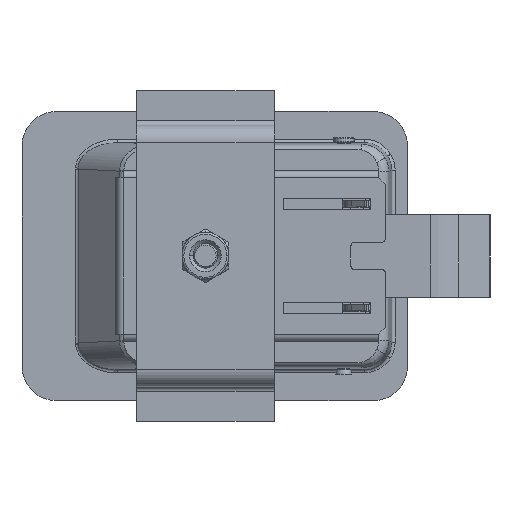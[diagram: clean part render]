
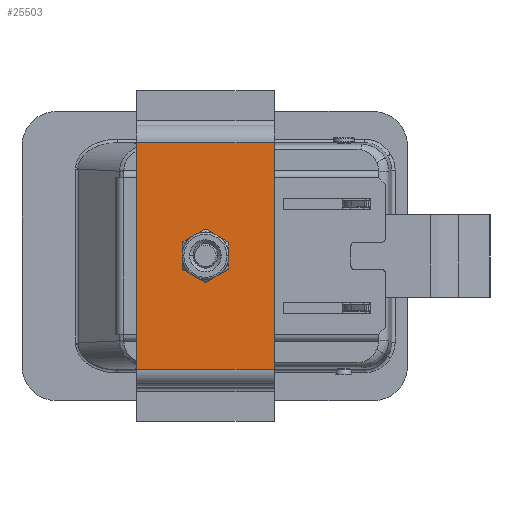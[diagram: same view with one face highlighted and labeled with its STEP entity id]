
A CAD part, top view. The second image highlights one B-rep face of the part: STEP entity #25503.
In plain terms, the highlighted planar face has unit normal (0, 0, 1).
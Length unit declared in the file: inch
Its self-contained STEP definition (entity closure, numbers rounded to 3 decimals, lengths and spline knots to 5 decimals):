
#979 = CARTESIAN_POINT ( 'NONE',  ( -0.44751, -0.64803, 0.80558 ) ) ;
#1322 = CARTESIAN_POINT ( 'NONE',  ( -0.05381, 0., 0.80558 ) ) ;
#1597 = ORIENTED_EDGE ( 'NONE', *, *, #8345, .F. ) ;
#2745 = VECTOR ( 'NONE', #4443, 39.37008 ) ;
#3372 = AXIS2_PLACEMENT_3D ( 'NONE', #7701, #7839, #8249 ) ;
#3926 = FACE_OUTER_BOUND ( 'NONE', #16881, .T. ) ;
#4443 = DIRECTION ( 'NONE',  ( 0., -1., 0. ) ) ;
#5946 = ORIENTED_EDGE ( 'NONE', *, *, #15994, .F. ) ;
#6678 = LINE ( 'NONE', #20802, #8866 ) ;
#7446 = VERTEX_POINT ( 'NONE', #24423 ) ;
#7623 = EDGE_CURVE ( 'NONE', #12102, #7446, #24696, .T. ) ;
#7701 = CARTESIAN_POINT ( 'NONE',  ( -0.05381, 0., 0.80558 ) ) ;
#7839 = DIRECTION ( 'NONE',  ( 0., 0., -1. ) ) ;
#7861 = ORIENTED_EDGE ( 'NONE', *, *, #21493, .T. ) ;
#8079 = VERTEX_POINT ( 'NONE', #21907 ) ;
#8179 = DIRECTION ( 'NONE',  ( 0., 0., -1. ) ) ;
#8249 = DIRECTION ( 'NONE',  ( 1., 0., 0. ) ) ;
#8345 = EDGE_CURVE ( 'NONE', #8079, #20159, #6678, .T. ) ;
#8641 = AXIS2_PLACEMENT_3D ( 'NONE', #26942, #8179, #22830 ) ;
#8831 = EDGE_CURVE ( 'NONE', #9826, #17206, #18093, .T. ) ;
#8866 = VECTOR ( 'NONE', #18903, 39.37008 ) ;
#9034 = CARTESIAN_POINT ( 'NONE',  ( 0.33989, 0.64803, 0.80558 ) ) ;
#9826 = VERTEX_POINT ( 'NONE', #21333 ) ;
#10051 = VECTOR ( 'NONE', #13935, 39.37008 ) ;
#10604 = DIRECTION ( 'NONE',  ( 1., 0., 0. ) ) ;
#10609 = EDGE_LOOP ( 'NONE', ( #14737, #20898 ) ) ;
#12102 = VERTEX_POINT ( 'NONE', #9034 ) ;
#12302 = PLANE ( 'NONE',  #8641 ) ;
#13935 = DIRECTION ( 'NONE',  ( 0., -1., 0. ) ) ;
#14594 = CARTESIAN_POINT ( 'NONE',  ( 0.03399, 0., 0.80558 ) ) ;
#14737 = ORIENTED_EDGE ( 'NONE', *, *, #17721, .T. ) ;
#14882 = LINE ( 'NONE', #23210, #2745 ) ;
#15994 = EDGE_CURVE ( 'NONE', #12102, #8079, #18442, .T. ) ;
#16062 = VECTOR ( 'NONE', #22240, 39.37008 ) ;
#16348 = AXIS2_PLACEMENT_3D ( 'NONE', #1322, #18062, #10604 ) ;
#16881 = EDGE_LOOP ( 'NONE', ( #7861, #1597, #5946, #24400 ) ) ;
#17206 = VERTEX_POINT ( 'NONE', #14594 ) ;
#17379 = CIRCLE ( 'NONE', #3372, 0.0878 ) ;
#17721 = EDGE_CURVE ( 'NONE', #17206, #9826, #17379, .T. ) ;
#17916 = CARTESIAN_POINT ( 'NONE',  ( 0.33989, 0., 0.80558 ) ) ;
#18062 = DIRECTION ( 'NONE',  ( 0., 0., -1. ) ) ;
#18093 = CIRCLE ( 'NONE', #16348, 0.0878 ) ;
#18442 = LINE ( 'NONE', #17916, #10051 ) ;
#18903 = DIRECTION ( 'NONE',  ( -1., 0., 0. ) ) ;
#20159 = VERTEX_POINT ( 'NONE', #979 ) ;
#20802 = CARTESIAN_POINT ( 'NONE',  ( 0.33989, -0.64803, 0.80558 ) ) ;
#20898 = ORIENTED_EDGE ( 'NONE', *, *, #8831, .T. ) ;
#21333 = CARTESIAN_POINT ( 'NONE',  ( -0.1416, 0., 0.80558 ) ) ;
#21493 = EDGE_CURVE ( 'NONE', #7446, #20159, #14882, .T. ) ;
#21907 = CARTESIAN_POINT ( 'NONE',  ( 0.33989, -0.64803, 0.80558 ) ) ;
#22240 = DIRECTION ( 'NONE',  ( -1., 0., 0. ) ) ;
#22830 = DIRECTION ( 'NONE',  ( 1., 0., 0. ) ) ;
#23210 = CARTESIAN_POINT ( 'NONE',  ( -0.44751, 0., 0.80558 ) ) ;
#24400 = ORIENTED_EDGE ( 'NONE', *, *, #7623, .T. ) ;
#24423 = CARTESIAN_POINT ( 'NONE',  ( -0.44751, 0.64803, 0.80558 ) ) ;
#24615 = FACE_BOUND ( 'NONE', #10609, .T. ) ;
#24696 = LINE ( 'NONE', #24968, #16062 ) ;
#24968 = CARTESIAN_POINT ( 'NONE',  ( 0.33989, 0.64803, 0.80558 ) ) ;
#25503 = ADVANCED_FACE ( 'NONE', ( #24615, #3926 ), #12302, .F. ) ;
#26942 = CARTESIAN_POINT ( 'NONE',  ( 0.33989, 0., 0.80558 ) ) ;
